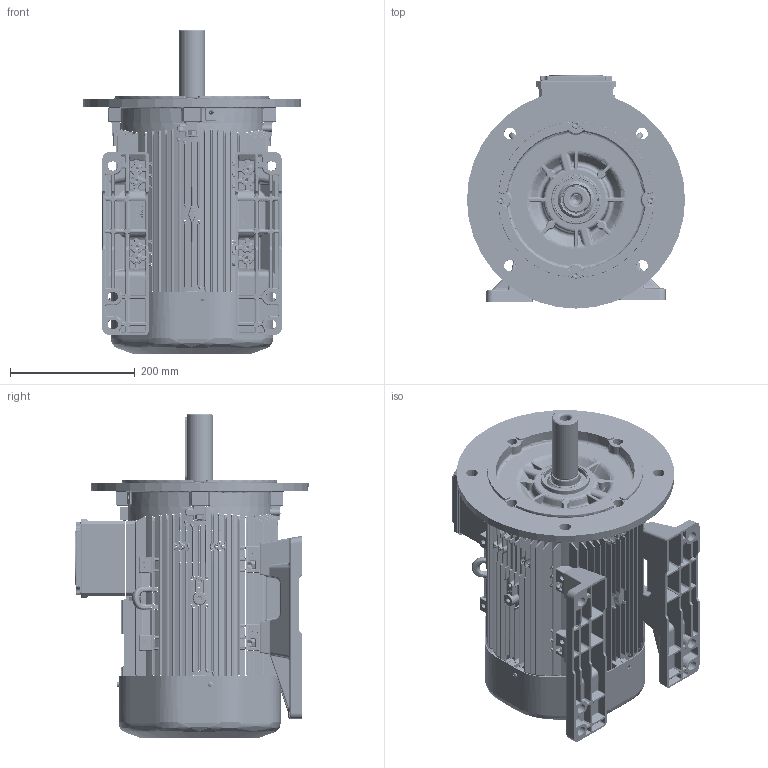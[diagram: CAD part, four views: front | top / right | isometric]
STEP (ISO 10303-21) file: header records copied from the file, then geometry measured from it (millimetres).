
FILE_DESCRIPTION(/* description */ (''),/* implementation_level */ '2;1');
FILE_NAME(/* name */ '_QHS series_ 160_B35_stp.stp',/* time_stamp */ '2024-07-30T13:57:18+03:00',/* author */ (''),/* organization */ (''),/* preprocessor_version */ 'ST-DEVELOPER v18.102',/* originating_system */ 'SIEMENS PLM Software NX2206.8101',/* authorisation */ '');
FILE_SCHEMA (('AP203_CONFIGURATION_CONTROLLED_3D_DESIGN_OF_MECHANICAL_PARTS_AND_ASSEMBLIES_MIM_LF { 1 0 10303 403 2 1 2}'));
Products named in the file (1): _QHS series_ 160_B35_stp_objects
Bounding box: 349.9 x 374.4 x 519.49 mm (x, y, z)
Surface area: 1431353.8 mm2 (no closed solid volume)
Topology: 0 solids, 141 shells, 7216 faces, 23543 edges, 15255 vertices
Faces by surface type: cylinder 3210, plane 1714, torus 1352, bspline 368, cone 286, sphere 286
Full cylindrical faces by diameter (mm): 5.5 x4, 6.8 x2, 8 x5, 8.477 x2, 16 x1, 17 x5, 34.2 x1, 41.4 x1, 42 x1, 45 x2, 62 x1, 68.667 x1, 82 x1, 86.767 x1, 230.5 x1
Entity records: 275298 total; most frequent: CARTESIAN_POINT 88567, ORIENTED_EDGE 36429, DIRECTION 35372, EDGE_CURVE 23083, VERTEX_POINT 15193, AXIS2_PLACEMENT_3D 13215, LINE 8942, VECTOR 8942
